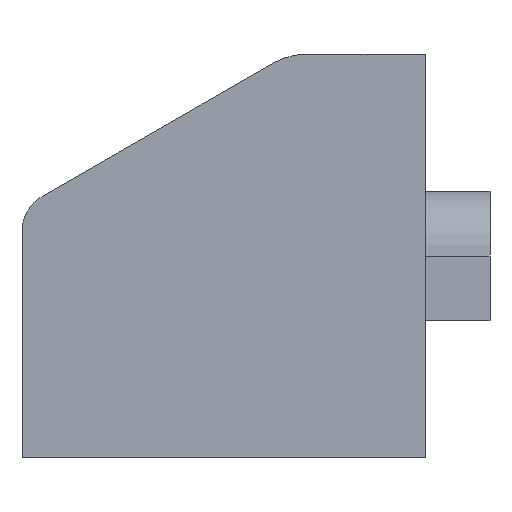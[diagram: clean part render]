
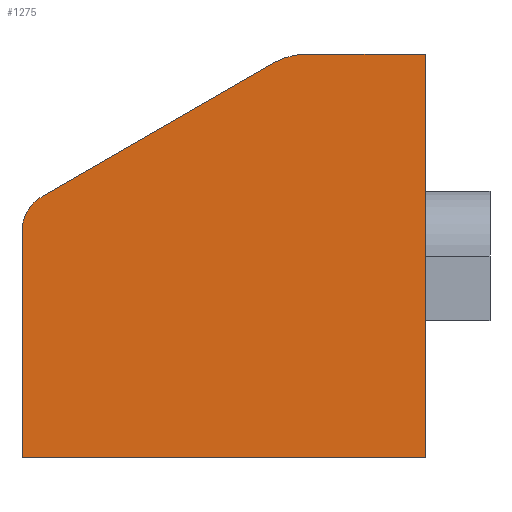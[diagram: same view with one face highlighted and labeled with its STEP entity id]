
A CAD part, left-side view. The second image highlights one B-rep face of the part: STEP entity #1275.
In plain terms, the highlighted planar face has unit normal (-1, 0, 0).
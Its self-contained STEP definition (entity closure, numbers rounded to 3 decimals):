
#23 = DIRECTION ( 'NONE',  ( 0., 0., -1. ) ) ;
#30 = CARTESIAN_POINT ( 'NONE',  ( -9.25, 9.428, 11.964 ) ) ;
#52 = EDGE_CURVE ( 'NONE', #208, #511, #496, .T. ) ;
#91 = CARTESIAN_POINT ( 'NONE',  ( -9.25, 23.75, 3.695 ) ) ;
#103 = ORIENTED_EDGE ( 'NONE', *, *, #701, .F. ) ;
#123 = CARTESIAN_POINT ( 'NONE',  ( -9.25, 0., 12.5 ) ) ;
#139 = EDGE_CURVE ( 'NONE', #235, #208, #389, .T. ) ;
#179 = VECTOR ( 'NONE', #228, 1000. ) ;
#186 = ORIENTED_EDGE ( 'NONE', *, *, #1201, .F. ) ;
#208 = VERTEX_POINT ( 'NONE', #822 ) ;
#227 = DIRECTION ( 'NONE',  ( 0., 0., -1. ) ) ;
#228 = DIRECTION ( 'NONE',  ( 0., 1., 0. ) ) ;
#235 = VERTEX_POINT ( 'NONE', #726 ) ;
#273 = CARTESIAN_POINT ( 'NONE',  ( -9.25, 23.75, 3.695 ) ) ;
#277 = LINE ( 'NONE', #91, #1204 ) ;
#284 = CARTESIAN_POINT ( 'NONE',  ( -9.25, 7.428, 12.5 ) ) ;
#340 = CARTESIAN_POINT ( 'NONE',  ( -9.25, 0., -12.5 ) ) ;
#364 = ORIENTED_EDGE ( 'NONE', *, *, #1287, .F. ) ;
#370 = VECTOR ( 'NONE', #23, 1000. ) ;
#378 = VERTEX_POINT ( 'NONE', #340 ) ;
#389 = LINE ( 'NONE', #915, #1285 ) ;
#390 = ORIENTED_EDGE ( 'NONE', *, *, #52, .F. ) ;
#391 = VERTEX_POINT ( 'NONE', #30 ) ;
#395 = DIRECTION ( 'NONE',  ( 0., -0.866, 0.5 ) ) ;
#411 = VERTEX_POINT ( 'NONE', #1256 ) ;
#475 = VECTOR ( 'NONE', #690, 1000. ) ;
#496 = CIRCLE ( 'NONE', #1294, 2.5 ) ;
#505 = PLANE ( 'NONE',  #1162 ) ;
#506 = LINE ( 'NONE', #521, #179 ) ;
#511 = VERTEX_POINT ( 'NONE', #273 ) ;
#521 = CARTESIAN_POINT ( 'NONE',  ( -9.25, 0., -12.5 ) ) ;
#584 = CARTESIAN_POINT ( 'NONE',  ( -9.25, 7.428, 12.5 ) ) ;
#635 = CIRCLE ( 'NONE', #1139, 4. ) ;
#650 = CARTESIAN_POINT ( 'NONE',  ( -9.25, 7.428, 8.5 ) ) ;
#669 = VERTEX_POINT ( 'NONE', #284 ) ;
#675 = EDGE_CURVE ( 'NONE', #511, #391, #277, .T. ) ;
#690 = DIRECTION ( 'NONE',  ( 0., -1., 0. ) ) ;
#701 = EDGE_CURVE ( 'NONE', #669, #411, #1013, .T. ) ;
#724 = DIRECTION ( 'NONE',  ( 1., 0., 0. ) ) ;
#726 = CARTESIAN_POINT ( 'NONE',  ( -9.25, 25., -12.5 ) ) ;
#730 = FACE_OUTER_BOUND ( 'NONE', #1033, .T. ) ;
#746 = DIRECTION ( 'NONE',  ( 1., 0., 0. ) ) ;
#774 = DIRECTION ( 'NONE',  ( 1., 0., 0. ) ) ;
#810 = DIRECTION ( 'NONE',  ( 0., 0., 1. ) ) ;
#822 = CARTESIAN_POINT ( 'NONE',  ( -9.25, 25., 1.53 ) ) ;
#915 = CARTESIAN_POINT ( 'NONE',  ( -9.25, 25., -12.5 ) ) ;
#928 = LINE ( 'NONE', #123, #370 ) ;
#954 = DIRECTION ( 'NONE',  ( 0., 0., -1. ) ) ;
#979 = EDGE_CURVE ( 'NONE', #378, #235, #506, .T. ) ;
#984 = DIRECTION ( 'NONE',  ( 0., 0., -1. ) ) ;
#1013 = LINE ( 'NONE', #584, #475 ) ;
#1021 = ORIENTED_EDGE ( 'NONE', *, *, #675, .F. ) ;
#1033 = EDGE_LOOP ( 'NONE', ( #364, #103, #186, #1021, #390, #1167, #1117 ) ) ;
#1117 = ORIENTED_EDGE ( 'NONE', *, *, #979, .F. ) ;
#1139 = AXIS2_PLACEMENT_3D ( 'NONE', #650, #746, #954 ) ;
#1162 = AXIS2_PLACEMENT_3D ( 'NONE', #1229, #724, #227 ) ;
#1167 = ORIENTED_EDGE ( 'NONE', *, *, #139, .F. ) ;
#1197 = CARTESIAN_POINT ( 'NONE',  ( -9.25, 22.5, 1.53 ) ) ;
#1201 = EDGE_CURVE ( 'NONE', #391, #669, #635, .T. ) ;
#1204 = VECTOR ( 'NONE', #395, 1000. ) ;
#1229 = CARTESIAN_POINT ( 'NONE',  ( -9.25, 0., 0. ) ) ;
#1256 = CARTESIAN_POINT ( 'NONE',  ( -9.25, 0., 12.5 ) ) ;
#1275 = ADVANCED_FACE ( 'NONE', ( #730 ), #505, .F. ) ;
#1285 = VECTOR ( 'NONE', #810, 1000. ) ;
#1287 = EDGE_CURVE ( 'NONE', #411, #378, #928, .T. ) ;
#1294 = AXIS2_PLACEMENT_3D ( 'NONE', #1197, #774, #984 ) ;
